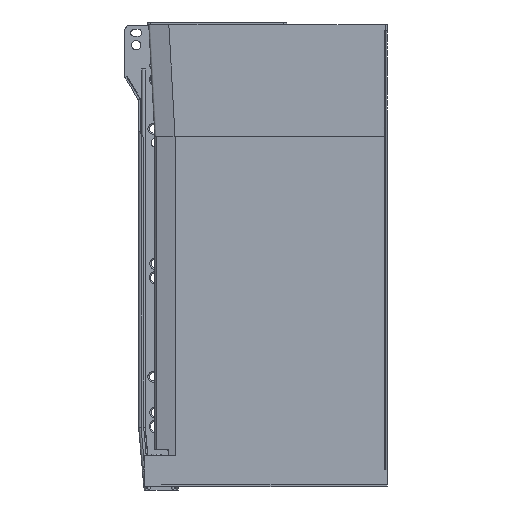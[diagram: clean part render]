
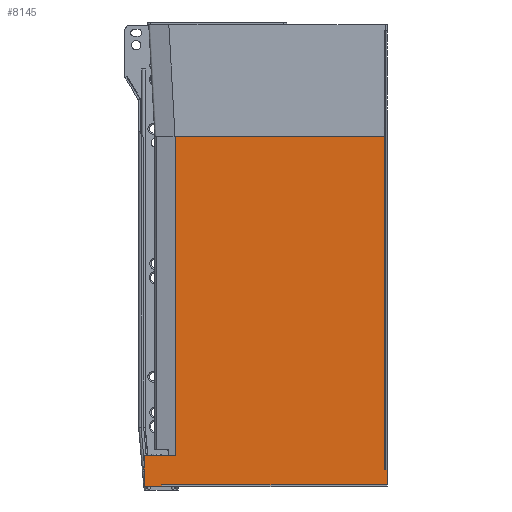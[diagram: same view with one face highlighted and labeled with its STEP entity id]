
A CAD part, left-side view. The second image highlights one B-rep face of the part: STEP entity #8145.
In plain terms, the highlighted planar face has unit normal (-1, 0, 0).
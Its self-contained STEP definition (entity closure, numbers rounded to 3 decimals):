
#87 = LINE ( 'NONE', #3131, #4498 ) ;
#217 = EDGE_CURVE ( 'NONE', #3205, #5322, #1308, .T. ) ;
#392 = CARTESIAN_POINT ( 'NONE',  ( -14.887, -2.091, -298. ) ) ;
#459 = ORIENTED_EDGE ( 'NONE', *, *, #5843, .T. ) ;
#497 = LINE ( 'NONE', #3725, #1873 ) ;
#544 = EDGE_CURVE ( 'NONE', #2721, #4864, #8721, .T. ) ;
#807 = CARTESIAN_POINT ( 'NONE',  ( -14.887, -0.837, -72. ) ) ;
#895 = VECTOR ( 'NONE', #8656, 1000. ) ;
#940 = CARTESIAN_POINT ( 'NONE',  ( -14.887, 134.9, -278. ) ) ;
#1093 = VECTOR ( 'NONE', #9229, 1000. ) ;
#1158 = VERTEX_POINT ( 'NONE', #940 ) ;
#1161 = EDGE_CURVE ( 'NONE', #3205, #1158, #87, .T. ) ;
#1308 = LINE ( 'NONE', #7293, #3081 ) ;
#1329 = ORIENTED_EDGE ( 'NONE', *, *, #1521, .T. ) ;
#1433 = CARTESIAN_POINT ( 'NONE',  ( -14.887, 134.9, -72. ) ) ;
#1514 = VERTEX_POINT ( 'NONE', #1918 ) ;
#1521 = EDGE_CURVE ( 'NONE', #3398, #7684, #7248, .T. ) ;
#1550 = LINE ( 'NONE', #5577, #5626 ) ;
#1562 = ORIENTED_EDGE ( 'NONE', *, *, #4328, .F. ) ;
#1629 = FACE_OUTER_BOUND ( 'NONE', #3543, .T. ) ;
#1749 = AXIS2_PLACEMENT_3D ( 'NONE', #8353, #4674, #9048 ) ;
#1822 = CARTESIAN_POINT ( 'NONE',  ( -14.887, -0.837, -72. ) ) ;
#1873 = VECTOR ( 'NONE', #8971, 1000. ) ;
#1918 = CARTESIAN_POINT ( 'NONE',  ( -14.887, -0.837, -287. ) ) ;
#2287 = VERTEX_POINT ( 'NONE', #7128 ) ;
#2407 = ORIENTED_EDGE ( 'NONE', *, *, #3390, .T. ) ;
#2511 = VECTOR ( 'NONE', #3833, 1000. ) ;
#2565 = DIRECTION ( 'NONE',  ( 0., 0., -1. ) ) ;
#2721 = VERTEX_POINT ( 'NONE', #7967 ) ;
#2959 = PLANE ( 'NONE',  #1749 ) ;
#2964 = CARTESIAN_POINT ( 'NONE',  ( -14.887, 143.5, -298. ) ) ;
#3081 = VECTOR ( 'NONE', #8844, 1000. ) ;
#3131 = CARTESIAN_POINT ( 'NONE',  ( -14.887, 134.9, -278. ) ) ;
#3205 = VERTEX_POINT ( 'NONE', #6948 ) ;
#3378 = DIRECTION ( 'NONE',  ( 0., 0., 1. ) ) ;
#3390 = EDGE_CURVE ( 'NONE', #1514, #3398, #1550, .T. ) ;
#3398 = VERTEX_POINT ( 'NONE', #807 ) ;
#3523 = VECTOR ( 'NONE', #2565, 1000. ) ;
#3543 = EDGE_LOOP ( 'NONE', ( #5312, #8242, #459, #2407, #1329, #1562, #3711, #4601, #4463, #9839 ) ) ;
#3711 = ORIENTED_EDGE ( 'NONE', *, *, #1161, .F. ) ;
#3725 = CARTESIAN_POINT ( 'NONE',  ( -14.887, -378., -287. ) ) ;
#3773 = EDGE_CURVE ( 'NONE', #7548, #2287, #9803, .T. ) ;
#3780 = CARTESIAN_POINT ( 'NONE',  ( -14.887, -2.091, -296.9 ) ) ;
#3833 = DIRECTION ( 'NONE',  ( 0., 1., 0. ) ) ;
#4251 = VECTOR ( 'NONE', #5781, 1000. ) ;
#4328 = EDGE_CURVE ( 'NONE', #1158, #7684, #5917, .T. ) ;
#4463 = ORIENTED_EDGE ( 'NONE', *, *, #6375, .T. ) ;
#4498 = VECTOR ( 'NONE', #6316, 1000. ) ;
#4601 = ORIENTED_EDGE ( 'NONE', *, *, #217, .T. ) ;
#4647 = CARTESIAN_POINT ( 'NONE',  ( -14.887, 134.9, -298. ) ) ;
#4674 = DIRECTION ( 'NONE',  ( -1., 0., 0. ) ) ;
#4864 = VERTEX_POINT ( 'NONE', #6158 ) ;
#5312 = ORIENTED_EDGE ( 'NONE', *, *, #6401, .F. ) ;
#5322 = VERTEX_POINT ( 'NONE', #7335 ) ;
#5577 = CARTESIAN_POINT ( 'NONE',  ( -14.887, -0.837, -298. ) ) ;
#5626 = VECTOR ( 'NONE', #3378, 1000. ) ;
#5781 = DIRECTION ( 'NONE',  ( 0., 0., -1. ) ) ;
#5843 = EDGE_CURVE ( 'NONE', #2721, #1514, #497, .T. ) ;
#5917 = LINE ( 'NONE', #8825, #8720 ) ;
#6158 = CARTESIAN_POINT ( 'NONE',  ( -14.887, -2.091, -296.9 ) ) ;
#6316 = DIRECTION ( 'NONE',  ( 0., -1., 0. ) ) ;
#6375 = EDGE_CURVE ( 'NONE', #5322, #2287, #9773, .T. ) ;
#6401 = EDGE_CURVE ( 'NONE', #4864, #7548, #8275, .T. ) ;
#6612 = DIRECTION ( 'NONE',  ( 0., 0., 1. ) ) ;
#6948 = CARTESIAN_POINT ( 'NONE',  ( -14.887, 154.645, -278. ) ) ;
#7128 = CARTESIAN_POINT ( 'NONE',  ( -14.887, 143.5, -298. ) ) ;
#7248 = LINE ( 'NONE', #1822, #895 ) ;
#7293 = CARTESIAN_POINT ( 'NONE',  ( -14.887, 154.645, -278. ) ) ;
#7335 = CARTESIAN_POINT ( 'NONE',  ( -14.887, 154.645, -298. ) ) ;
#7548 = VERTEX_POINT ( 'NONE', #9008 ) ;
#7684 = VERTEX_POINT ( 'NONE', #1433 ) ;
#7967 = CARTESIAN_POINT ( 'NONE',  ( -14.887, -2.091, -287. ) ) ;
#8145 = ADVANCED_FACE ( 'NONE', ( #1629 ), #2959, .T. ) ;
#8242 = ORIENTED_EDGE ( 'NONE', *, *, #544, .F. ) ;
#8275 = LINE ( 'NONE', #3780, #2511 ) ;
#8353 = CARTESIAN_POINT ( 'NONE',  ( -14.887, -0.837, -298. ) ) ;
#8656 = DIRECTION ( 'NONE',  ( 0., 1., 0. ) ) ;
#8720 = VECTOR ( 'NONE', #6612, 1000. ) ;
#8721 = LINE ( 'NONE', #392, #4251 ) ;
#8825 = CARTESIAN_POINT ( 'NONE',  ( -14.887, 134.9, -298. ) ) ;
#8844 = DIRECTION ( 'NONE',  ( 0., 0., -1. ) ) ;
#8971 = DIRECTION ( 'NONE',  ( 0., 1., 0. ) ) ;
#9008 = CARTESIAN_POINT ( 'NONE',  ( -14.887, 143.5, -296.9 ) ) ;
#9048 = DIRECTION ( 'NONE',  ( 0., 0., -1. ) ) ;
#9229 = DIRECTION ( 'NONE',  ( 0., -1., 0. ) ) ;
#9773 = LINE ( 'NONE', #4647, #1093 ) ;
#9803 = LINE ( 'NONE', #2964, #3523 ) ;
#9839 = ORIENTED_EDGE ( 'NONE', *, *, #3773, .F. ) ;
